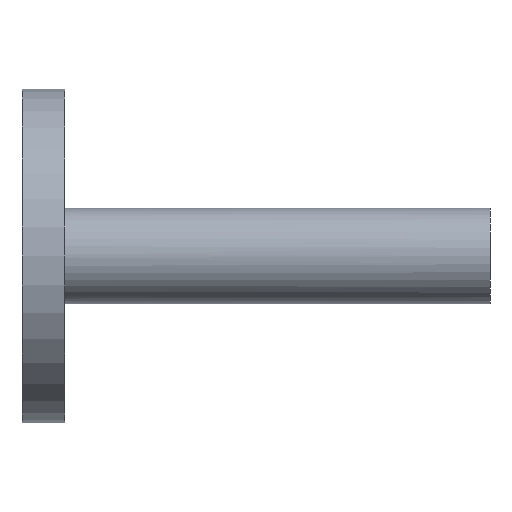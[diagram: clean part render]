
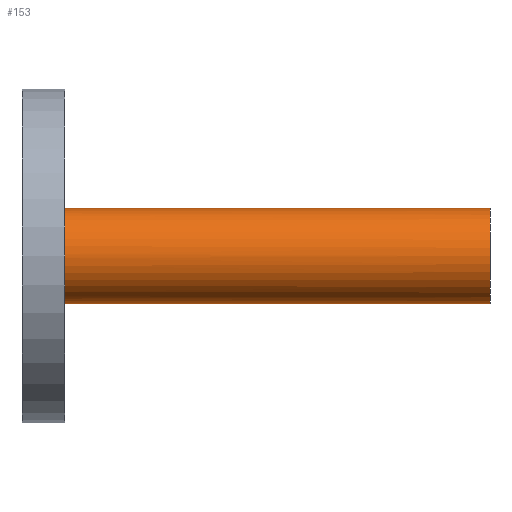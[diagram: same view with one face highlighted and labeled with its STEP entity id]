
A CAD part, left-side view. The second image highlights one B-rep face of the part: STEP entity #153.
In plain terms, the highlighted cylindrical face has radius 1.125 mm (diameter 2.25 mm), a partial arc.
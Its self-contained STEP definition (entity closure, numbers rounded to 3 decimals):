
#3 = CIRCLE ( 'NONE', #580, 1.125 ) ;
#11 = AXIS2_PLACEMENT_3D ( 'NONE', #347, #131, #448 ) ;
#20 = CARTESIAN_POINT ( 'NONE',  ( -0.608, -1., 0.946 ) ) ;
#26 = VERTEX_POINT ( 'NONE', #490 ) ;
#29 = VECTOR ( 'NONE', #521, 1000. ) ;
#30 = CARTESIAN_POINT ( 'NONE',  ( 0., -11., 0. ) ) ;
#33 = DIRECTION ( 'NONE',  ( 0., 0., 1. ) ) ;
#42 = AXIS2_PLACEMENT_3D ( 'NONE', #216, #275, #225 ) ;
#72 = EDGE_CURVE ( 'NONE', #567, #541, #581, .T. ) ;
#85 = DIRECTION ( 'NONE',  ( 0., 1., 0. ) ) ;
#94 = EDGE_CURVE ( 'NONE', #99, #119, #423, .T. ) ;
#99 = VERTEX_POINT ( 'NONE', #558 ) ;
#103 = AXIS2_PLACEMENT_3D ( 'NONE', #128, #133, #135 ) ;
#110 = VERTEX_POINT ( 'NONE', #147 ) ;
#118 = CARTESIAN_POINT ( 'NONE',  ( 0., -1., 0. ) ) ;
#119 = VERTEX_POINT ( 'NONE', #315 ) ;
#122 = LINE ( 'NONE', #483, #422 ) ;
#125 = CARTESIAN_POINT ( 'NONE',  ( -1.124, -1., -0.054 ) ) ;
#128 = CARTESIAN_POINT ( 'NONE',  ( 0., -1., 0. ) ) ;
#131 = DIRECTION ( 'NONE',  ( 0., -1., 0. ) ) ;
#133 = DIRECTION ( 'NONE',  ( 0., -1., 0. ) ) ;
#135 = DIRECTION ( 'NONE',  ( 0., 0., -1. ) ) ;
#142 = DIRECTION ( 'NONE',  ( 0., 0., -1. ) ) ;
#145 = EDGE_CURVE ( 'NONE', #541, #99, #408, .T. ) ;
#147 = CARTESIAN_POINT ( 'NONE',  ( 0., -1., 1.125 ) ) ;
#153 = ADVANCED_FACE ( 'NONE', ( #189 ), #644, .T. ) ;
#154 = ORIENTED_EDGE ( 'NONE', *, *, #587, .T. ) ;
#161 = AXIS2_PLACEMENT_3D ( 'NONE', #192, #199, #255 ) ;
#189 = FACE_OUTER_BOUND ( 'NONE', #564, .T. ) ;
#192 = CARTESIAN_POINT ( 'NONE',  ( 0., -1., 0. ) ) ;
#199 = DIRECTION ( 'NONE',  ( 0., -1., 0. ) ) ;
#216 = CARTESIAN_POINT ( 'NONE',  ( 0., -11., 0. ) ) ;
#225 = DIRECTION ( 'NONE',  ( 0., 0., -1. ) ) ;
#254 = DIRECTION ( 'NONE',  ( 0., -1., 0. ) ) ;
#255 = DIRECTION ( 'NONE',  ( 0., 0., -1. ) ) ;
#257 = CIRCLE ( 'NONE', #606, 1.125 ) ;
#265 = EDGE_CURVE ( 'NONE', #631, #119, #407, .T. ) ;
#271 = EDGE_CURVE ( 'NONE', #26, #567, #3, .T. ) ;
#275 = DIRECTION ( 'NONE',  ( 0., -1., 0. ) ) ;
#291 = ORIENTED_EDGE ( 'NONE', *, *, #327, .T. ) ;
#315 = CARTESIAN_POINT ( 'NONE',  ( 0., -1., -1.125 ) ) ;
#316 = ORIENTED_EDGE ( 'NONE', *, *, #491, .T. ) ;
#318 = CARTESIAN_POINT ( 'NONE',  ( 0., -1., 0. ) ) ;
#325 = ORIENTED_EDGE ( 'NONE', *, *, #271, .T. ) ;
#327 = EDGE_CURVE ( 'NONE', #582, #110, #122, .T. ) ;
#333 = CARTESIAN_POINT ( 'NONE',  ( -0.515, -1., 1. ) ) ;
#337 = DIRECTION ( 'NONE',  ( 0., -1., 0. ) ) ;
#341 = EDGE_CURVE ( 'NONE', #582, #631, #488, .T. ) ;
#347 = CARTESIAN_POINT ( 'NONE',  ( 0., -1., 0. ) ) ;
#363 = DIRECTION ( 'NONE',  ( 0., 0., -1. ) ) ;
#384 = ORIENTED_EDGE ( 'NONE', *, *, #656, .T. ) ;
#404 = CARTESIAN_POINT ( 'NONE',  ( 0., -1., 0. ) ) ;
#407 = LINE ( 'NONE', #525, #29 ) ;
#408 = CIRCLE ( 'NONE', #546, 1.125 ) ;
#422 = VECTOR ( 'NONE', #575, 1000. ) ;
#423 = CIRCLE ( 'NONE', #161, 1.125 ) ;
#424 = AXIS2_PLACEMENT_3D ( 'NONE', #30, #85, #33 ) ;
#434 = CARTESIAN_POINT ( 'NONE',  ( -0.608, -1., -0.946 ) ) ;
#443 = CIRCLE ( 'NONE', #103, 1.125 ) ;
#445 = ORIENTED_EDGE ( 'NONE', *, *, #341, .F. ) ;
#448 = DIRECTION ( 'NONE',  ( 0., 0., -1. ) ) ;
#455 = ORIENTED_EDGE ( 'NONE', *, *, #94, .T. ) ;
#456 = DIRECTION ( 'NONE',  ( 0., -1., 0. ) ) ;
#459 = VERTEX_POINT ( 'NONE', #333 ) ;
#466 = CIRCLE ( 'NONE', #11, 1.125 ) ;
#479 = AXIS2_PLACEMENT_3D ( 'NONE', #517, #254, #615 ) ;
#483 = CARTESIAN_POINT ( 'NONE',  ( 0., -11., 1.125 ) ) ;
#488 = CIRCLE ( 'NONE', #42, 1.125 ) ;
#490 = CARTESIAN_POINT ( 'NONE',  ( -1.124, -1., 0.054 ) ) ;
#491 = EDGE_CURVE ( 'NONE', #459, #563, #257, .T. ) ;
#517 = CARTESIAN_POINT ( 'NONE',  ( 0., -1., 0. ) ) ;
#521 = DIRECTION ( 'NONE',  ( 0., 1., 0. ) ) ;
#525 = CARTESIAN_POINT ( 'NONE',  ( 0., -11., -1.125 ) ) ;
#541 = VERTEX_POINT ( 'NONE', #434 ) ;
#546 = AXIS2_PLACEMENT_3D ( 'NONE', #404, #456, #142 ) ;
#547 = CARTESIAN_POINT ( 'NONE',  ( 0., -11., -1.125 ) ) ;
#558 = CARTESIAN_POINT ( 'NONE',  ( -0.515, -1., -1. ) ) ;
#563 = VERTEX_POINT ( 'NONE', #20 ) ;
#564 = EDGE_LOOP ( 'NONE', ( #568, #445, #291, #154, #316, #384, #325, #648, #630, #455 ) ) ;
#567 = VERTEX_POINT ( 'NONE', #125 ) ;
#568 = ORIENTED_EDGE ( 'NONE', *, *, #265, .F. ) ;
#575 = DIRECTION ( 'NONE',  ( 0., 1., 0. ) ) ;
#580 = AXIS2_PLACEMENT_3D ( 'NONE', #318, #666, #363 ) ;
#581 = CIRCLE ( 'NONE', #479, 1.125 ) ;
#582 = VERTEX_POINT ( 'NONE', #636 ) ;
#586 = DIRECTION ( 'NONE',  ( 0., 0., -1. ) ) ;
#587 = EDGE_CURVE ( 'NONE', #110, #459, #443, .T. ) ;
#606 = AXIS2_PLACEMENT_3D ( 'NONE', #118, #337, #586 ) ;
#615 = DIRECTION ( 'NONE',  ( 0., 0., -1. ) ) ;
#630 = ORIENTED_EDGE ( 'NONE', *, *, #145, .T. ) ;
#631 = VERTEX_POINT ( 'NONE', #547 ) ;
#636 = CARTESIAN_POINT ( 'NONE',  ( 0., -11., 1.125 ) ) ;
#644 = CYLINDRICAL_SURFACE ( 'NONE', #424, 1.125 ) ;
#648 = ORIENTED_EDGE ( 'NONE', *, *, #72, .T. ) ;
#656 = EDGE_CURVE ( 'NONE', #563, #26, #466, .T. ) ;
#666 = DIRECTION ( 'NONE',  ( 0., -1., 0. ) ) ;
